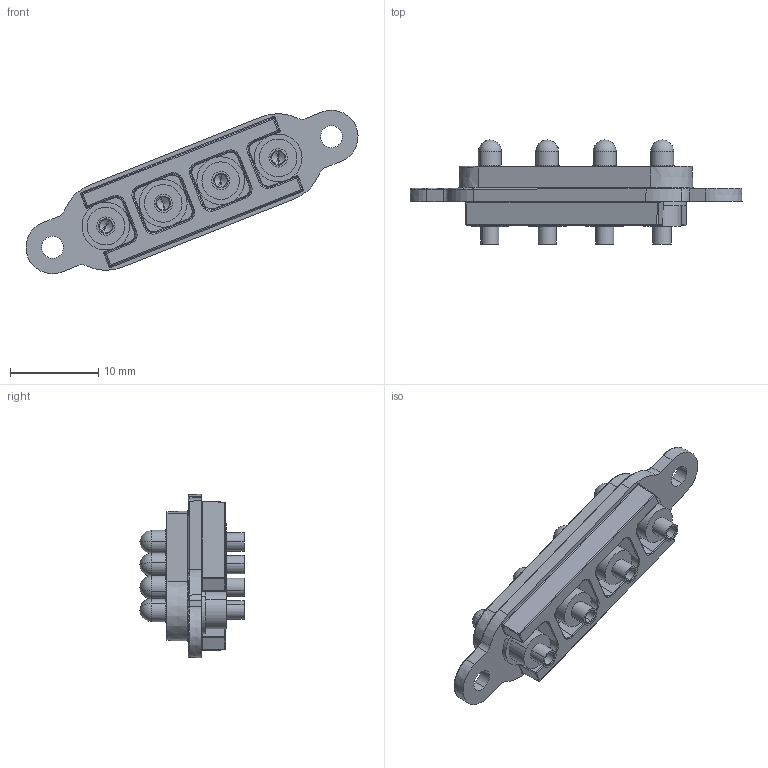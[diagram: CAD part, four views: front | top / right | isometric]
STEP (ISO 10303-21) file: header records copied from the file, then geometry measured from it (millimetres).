
FILE_DESCRIPTION (( 'STEP AP214' ), '1' );
FILE_NAME ('UEBK-30254_2018_02_14.STEP', '2018-02-14T11:04:37', ( '' ), ( '' ), 'SwSTEP 2.0', 'SolidWorks 2017', '' );
FILE_SCHEMA (( 'AUTOMOTIVE_DESIGN' ));
Length unit declared in the file: millimetre
Products named in the file (3): UEBK-30254_2018_02_14; UEBK-30287_2017_09_11; UEBK-30254-Gehäuse
Assembly tree (5 placements, depth 2):
  UEBK-30254_2018_02_14
    UEBK-30287_2017_09_11  x4
    UEBK-30254-Gehäuse
Bounding box: 37.61 x 11.8 x 18.52 mm (x, y, z)
Volume: 1445.1 mm3; surface area: 2034.2 mm2
Topology: 5 solids, 5 shells, 338 faces, 744 edges, 424 vertices
Faces by surface type: cylinder 146, cone 68, plane 54, bspline 54, sphere 8, torus 8
Entity records: 7586 total; most frequent: CARTESIAN_POINT 2549, ORIENTED_EDGE 1032, DIRECTION 1030, EDGE_CURVE 516, AXIS2_PLACEMENT_3D 405, VERTEX_POINT 296, EDGE_LOOP 254, FACE_OUTER_BOUND 233
